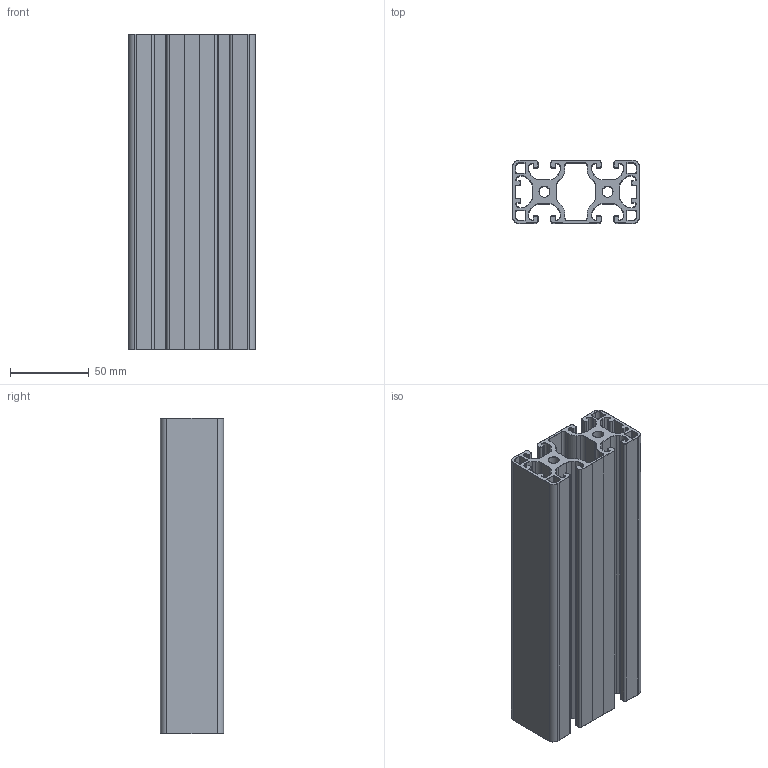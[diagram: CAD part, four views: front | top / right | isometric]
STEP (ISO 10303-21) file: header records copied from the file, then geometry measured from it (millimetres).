
FILE_DESCRIPTION(/* description */ (''),/* implementation_level */ '2;1');
FILE_NAME(/* name */ '1025888 .step',/* time_stamp */ '2023-11-09T11:56:32+01:00',/* author */ (''),/* organization */ (''),/* preprocessor_version */ 'ST-DEVELOPER v20',/* originating_system */ 'Autodesk Translation Framework v12.14.0.127',/* authorisation */ '');
FILE_SCHEMA (('AUTOMOTIVE_DESIGN { 1 0 10303 214 3 1 1 }'));
Length unit declared in the file: millimetre
Products named in the file (1): 1025888
Bounding box: 80.4 x 40 x 200 mm (x, y, z)
Volume: 241638.5 mm3; surface area: 160887.1 mm2
Topology: 1 solids, 1 shells, 680 faces, 1586 edges, 908 vertices
Faces by surface type: cylinder 338, torus 228, plane 114
Full cylindrical faces by diameter (mm): 6.8 x2
Entity records: 19363 total; most frequent: DIRECTION 3860, CARTESIAN_POINT 3175, ORIENTED_EDGE 3172, AXIS2_PLACEMENT_3D 1593, EDGE_CURVE 1586, VERTEX_POINT 908, CIRCLE 888, EDGE_LOOP 698
